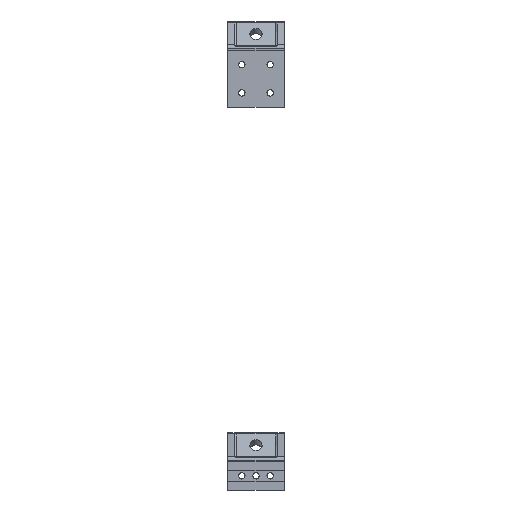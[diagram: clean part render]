
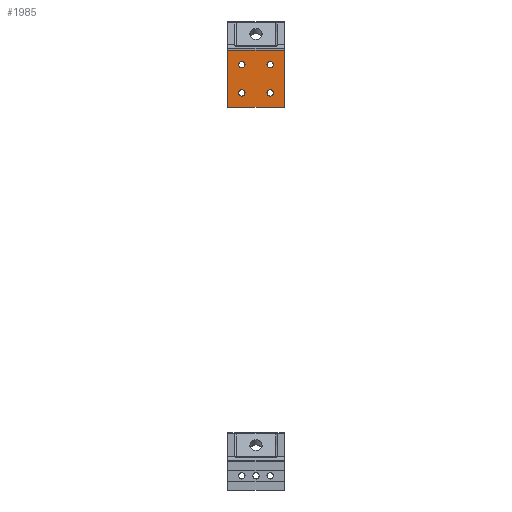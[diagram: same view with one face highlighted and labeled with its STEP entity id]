
A CAD part, front view. The second image highlights one B-rep face of the part: STEP entity #1985.
In plain terms, the highlighted planar face has unit normal (0, -1, 0).
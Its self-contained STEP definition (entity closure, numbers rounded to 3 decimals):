
#28=FACE_BOUND('',#309,.T.);
#29=FACE_BOUND('',#310,.T.);
#30=FACE_BOUND('',#311,.T.);
#31=FACE_BOUND('',#312,.T.);
#71=PLANE('',#2158);
#189=FACE_OUTER_BOUND('',#308,.T.);
#308=EDGE_LOOP('',(#1558,#1559,#1560,#1561));
#309=EDGE_LOOP('',(#1562));
#310=EDGE_LOOP('',(#1563));
#311=EDGE_LOOP('',(#1564));
#312=EDGE_LOOP('',(#1565));
#437=LINE('',#3155,#609);
#452=LINE('',#3199,#624);
#459=LINE('',#3212,#631);
#474=LINE('',#3245,#646);
#609=VECTOR('',#2456,10.);
#624=VECTOR('',#2493,10.);
#631=VECTOR('',#2502,10.);
#646=VECTOR('',#2551,10.);
#743=CIRCLE('',#2072,2.25);
#745=CIRCLE('',#2075,2.25);
#747=CIRCLE('',#2078,2.25);
#749=CIRCLE('',#2081,2.25);
#831=VERTEX_POINT('',#2892);
#833=VERTEX_POINT('',#2898);
#835=VERTEX_POINT('',#2904);
#837=VERTEX_POINT('',#2910);
#889=VERTEX_POINT('',#3152);
#890=VERTEX_POINT('',#3154);
#907=VERTEX_POINT('',#3196);
#908=VERTEX_POINT('',#3198);
#1020=EDGE_CURVE('',#831,#831,#743,.T.);
#1023=EDGE_CURVE('',#833,#833,#745,.T.);
#1026=EDGE_CURVE('',#835,#835,#747,.T.);
#1029=EDGE_CURVE('',#837,#837,#749,.T.);
#1102=EDGE_CURVE('',#889,#890,#437,.T.);
#1125=EDGE_CURVE('',#907,#908,#452,.T.);
#1132=EDGE_CURVE('',#907,#890,#459,.T.);
#1148=EDGE_CURVE('',#908,#889,#474,.T.);
#1558=ORIENTED_EDGE('',*,*,#1132,.T.);
#1559=ORIENTED_EDGE('',*,*,#1102,.F.);
#1560=ORIENTED_EDGE('',*,*,#1148,.F.);
#1561=ORIENTED_EDGE('',*,*,#1125,.F.);
#1562=ORIENTED_EDGE('',*,*,#1020,.T.);
#1563=ORIENTED_EDGE('',*,*,#1023,.T.);
#1564=ORIENTED_EDGE('',*,*,#1026,.T.);
#1565=ORIENTED_EDGE('',*,*,#1029,.T.);
#1985=ADVANCED_FACE('',(#189,#28,#29,#30,#31),#71,.T.);
#2072=AXIS2_PLACEMENT_3D('',#2893,#2299,#2300);
#2075=AXIS2_PLACEMENT_3D('',#2899,#2306,#2307);
#2078=AXIS2_PLACEMENT_3D('',#2905,#2313,#2314);
#2081=AXIS2_PLACEMENT_3D('',#2911,#2320,#2321);
#2158=AXIS2_PLACEMENT_3D('',#3244,#2549,#2550);
#2299=DIRECTION('center_axis',(0.,1.,0.));
#2300=DIRECTION('ref_axis',(1.,0.,0.));
#2306=DIRECTION('center_axis',(0.,1.,0.));
#2307=DIRECTION('ref_axis',(1.,0.,0.));
#2313=DIRECTION('center_axis',(0.,1.,0.));
#2314=DIRECTION('ref_axis',(1.,0.,0.));
#2320=DIRECTION('center_axis',(0.,1.,0.));
#2321=DIRECTION('ref_axis',(1.,0.,0.));
#2456=DIRECTION('',(0.,0.,-1.));
#2493=DIRECTION('',(0.,0.,1.));
#2502=DIRECTION('',(1.,0.,0.));
#2549=DIRECTION('center_axis',(0.,-1.,0.));
#2550=DIRECTION('ref_axis',(0.,0.,-1.));
#2551=DIRECTION('',(1.,0.,0.));
#2892=CARTESIAN_POINT('',(7.75,0.,280.));
#2893=CARTESIAN_POINT('Origin',(10.,0.,280.));
#2898=CARTESIAN_POINT('',(7.75,0.,260.));
#2899=CARTESIAN_POINT('Origin',(10.,0.,260.));
#2904=CARTESIAN_POINT('',(-12.25,0.,280.));
#2905=CARTESIAN_POINT('Origin',(-10.,0.,280.));
#2910=CARTESIAN_POINT('',(-12.25,0.,260.));
#2911=CARTESIAN_POINT('Origin',(-10.,0.,260.));
#3152=CARTESIAN_POINT('',(20.,0.,290.));
#3154=CARTESIAN_POINT('',(20.,0.,250.));
#3155=CARTESIAN_POINT('',(20.,0.,290.));
#3196=CARTESIAN_POINT('',(-20.,0.,250.));
#3198=CARTESIAN_POINT('',(-20.,0.,290.));
#3199=CARTESIAN_POINT('',(-20.,0.,290.));
#3212=CARTESIAN_POINT('',(0.,0.,250.));
#3244=CARTESIAN_POINT('Origin',(0.,0.,290.));
#3245=CARTESIAN_POINT('',(0.,0.,290.));
